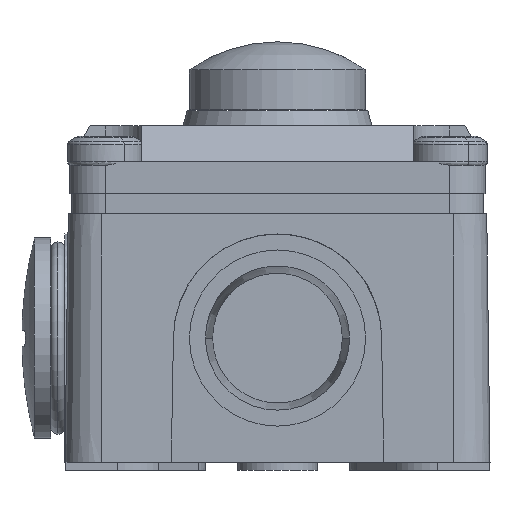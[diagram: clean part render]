
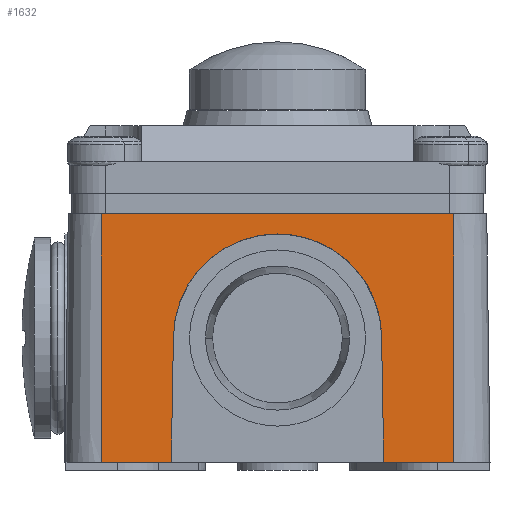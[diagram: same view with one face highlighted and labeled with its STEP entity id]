
A CAD part, front view. The second image highlights one B-rep face of the part: STEP entity #1632.
In plain terms, the highlighted planar face has unit normal (0, -1, 0.013).
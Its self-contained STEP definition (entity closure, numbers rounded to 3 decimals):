
#1632=ADVANCED_FACE('',(#3301,#3302),#3303,.T.);
#3301=FACE_OUTER_BOUND('',#4976,.T.);
#3302=FACE_BOUND('',#4977,.T.);
#3303=PLANE('',#4978);
#4976=EDGE_LOOP('',(#9694,#9695,#9696,#9697));
#4977=EDGE_LOOP('',(#9698,#9699,#9700,#9701));
#4978=AXIS2_PLACEMENT_3D('',#9702,#9703,#9704);
#9694=ORIENTED_EDGE('',*,*,#11395,.T.);
#9695=ORIENTED_EDGE('',*,*,#11731,.F.);
#9696=ORIENTED_EDGE('',*,*,#11631,.F.);
#9697=ORIENTED_EDGE('',*,*,#11729,.T.);
#9698=ORIENTED_EDGE('',*,*,#11534,.T.);
#9699=ORIENTED_EDGE('',*,*,#11530,.T.);
#9700=ORIENTED_EDGE('',*,*,#11541,.T.);
#9701=ORIENTED_EDGE('',*,*,#11538,.T.);
#9702=CARTESIAN_POINT('',(53.952,0.999,1.0));
#9703=DIRECTION('',(0.0,-1.,0.013));
#9704=DIRECTION('',(0.0,0.013,1.));
#11395=EDGE_CURVE('',#13975,#13973,#13976,.T.);
#11530=EDGE_CURVE('',#14163,#14164,#14165,.T.);
#11534=EDGE_CURVE('',#14170,#14163,#14171,.T.);
#11538=EDGE_CURVE('',#14176,#14170,#14177,.T.);
#11541=EDGE_CURVE('',#14164,#14176,#14180,.T.);
#11631=EDGE_CURVE('',#14312,#14314,#14315,.T.);
#11729=EDGE_CURVE('',#14312,#13975,#14448,.T.);
#11731=EDGE_CURVE('',#14314,#13973,#14450,.T.);
#13973=VERTEX_POINT('',#17740);
#13975=VERTEX_POINT('',#17742);
#13976=LINE('',#17743,#17744);
#14163=VERTEX_POINT('',#18084);
#14164=VERTEX_POINT('',#18085);
#14165=LINE('',#18086,#18087);
#14170=VERTEX_POINT('',#18094);
#14171=ELLIPSE('',#18095,13.001,13.0);
#14176=VERTEX_POINT('',#18101);
#14177=LINE('',#18102,#18103);
#14180=LINE('',#18107,#18108);
#14312=VERTEX_POINT('',#18300);
#14314=VERTEX_POINT('',#18302);
#14315=LINE('',#18303,#18304);
#14448=LINE('',#18487,#18488);
#14450=LINE('',#18490,#18491);
#17740=CARTESIAN_POINT('',(9.869,1.405,32.0));
#17742=CARTESIAN_POINT('',(53.952,1.405,32.0));
#17743=CARTESIAN_POINT('',(53.952,1.405,32.0));
#17744=VECTOR('',#20651,1.0);
#18084=CARTESIAN_POINT('',(44.908,1.205,16.727));
#18085=CARTESIAN_POINT('',(45.183,0.999,1.001));
#18086=CARTESIAN_POINT('',(45.116,1.049,4.855));
#18087=VECTOR('',#20789,1.0);
#18094=CARTESIAN_POINT('',(18.912,1.205,16.727));
#18095=AXIS2_PLACEMENT_3D('',#20792,#20793,#20794);
#18101=CARTESIAN_POINT('',(18.638,0.999,1.001));
#18102=CARTESIAN_POINT('',(18.712,1.054,5.239));
#18103=VECTOR('',#20799,1.0);
#18107=CARTESIAN_POINT('',(42.931,0.999,1.001));
#18108=VECTOR('',#20801,1.0);
#18300=CARTESIAN_POINT('',(53.952,0.999,1.0));
#18302=CARTESIAN_POINT('',(9.869,0.999,1.0));
#18303=CARTESIAN_POINT('',(53.952,0.999,1.0));
#18304=VECTOR('',#20916,1.0);
#18487=CARTESIAN_POINT('',(53.952,0.999,1.0));
#18488=VECTOR('',#21015,1.0);
#18490=CARTESIAN_POINT('',(9.869,0.999,1.0));
#18491=VECTOR('',#21016,1.0);
#20651=DIRECTION('',(-1.0,0.0,0.0));
#20789=DIRECTION('',(0.017,-0.013,-1.));
#20792=CARTESIAN_POINT('',(31.91,1.202,16.5));
#20793=DIRECTION('',(0.,1.,-0.013));
#20794=DIRECTION('',(0.,0.013,1.));
#20799=DIRECTION('',(0.017,0.013,1.));
#20801=DIRECTION('',(-1.0,0.0,-0.0));
#20916=DIRECTION('',(-1.0,0.0,0.0));
#21015=DIRECTION('',(0.0,0.013,1.));
#21016=DIRECTION('',(0.,0.013,1.));
